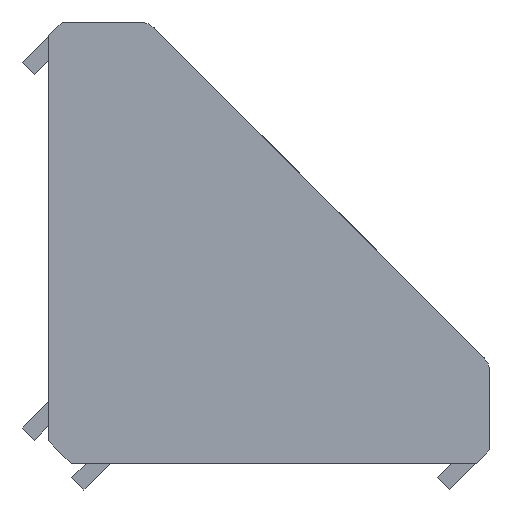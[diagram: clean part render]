
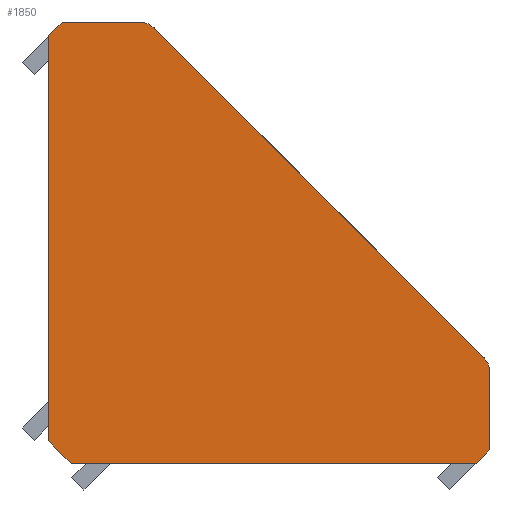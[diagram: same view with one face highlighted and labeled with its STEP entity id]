
A CAD part, left-side view. The second image highlights one B-rep face of the part: STEP entity #1850.
In plain terms, the highlighted planar face has unit normal (-1, 0, 0).
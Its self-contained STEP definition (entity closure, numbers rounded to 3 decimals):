
#109=PLANE('',#1986);
#203=FACE_OUTER_BOUND('',#307,.T.);
#307=EDGE_LOOP('',(#1738,#1739,#1740,#1741,#1742,#1743,#1744,#1745,#1746,
#1747));
#332=LINE('',#2534,#568);
#490=LINE('',#2867,#726);
#526=LINE('',#2946,#762);
#531=LINE('',#2954,#767);
#532=LINE('',#2956,#768);
#535=LINE('',#2960,#771);
#541=LINE('',#2976,#777);
#542=LINE('',#2978,#778);
#568=VECTOR('',#2063,43.557);
#726=VECTOR('',#2341,1.807);
#762=VECTOR('',#2417,37.901);
#767=VECTOR('',#2424,3.);
#768=VECTOR('',#2427,37.901);
#771=VECTOR('',#2432,7.223);
#777=VECTOR('',#2448,7.223);
#778=VECTOR('',#2451,1.807);
#798=CIRCLE('',#1973,2.);
#801=CIRCLE('',#1982,2.);
#827=VERTEX_POINT('',#2531);
#828=VERTEX_POINT('',#2533);
#942=VERTEX_POINT('',#2864);
#943=VERTEX_POINT('',#2866);
#962=VERTEX_POINT('',#2935);
#965=VERTEX_POINT('',#2943);
#966=VERTEX_POINT('',#2945);
#968=VERTEX_POINT('',#2952);
#971=VERTEX_POINT('',#2968);
#973=VERTEX_POINT('',#2974);
#1010=EDGE_CURVE('',#828,#827,#332,.T.);
#1171=EDGE_CURVE('',#943,#942,#490,.T.);
#1207=EDGE_CURVE('',#962,#828,#798,.T.);
#1212=EDGE_CURVE('',#966,#965,#526,.T.);
#1217=EDGE_CURVE('',#965,#968,#531,.T.);
#1218=EDGE_CURVE('',#968,#943,#532,.T.);
#1221=EDGE_CURVE('',#942,#962,#535,.T.);
#1226=EDGE_CURVE('',#827,#971,#801,.T.);
#1229=EDGE_CURVE('',#971,#973,#541,.T.);
#1230=EDGE_CURVE('',#973,#966,#542,.T.);
#1738=ORIENTED_EDGE('',*,*,#1230,.T.);
#1739=ORIENTED_EDGE('',*,*,#1212,.T.);
#1740=ORIENTED_EDGE('',*,*,#1217,.T.);
#1741=ORIENTED_EDGE('',*,*,#1218,.T.);
#1742=ORIENTED_EDGE('',*,*,#1171,.T.);
#1743=ORIENTED_EDGE('',*,*,#1221,.T.);
#1744=ORIENTED_EDGE('',*,*,#1207,.T.);
#1745=ORIENTED_EDGE('',*,*,#1010,.T.);
#1746=ORIENTED_EDGE('',*,*,#1226,.T.);
#1747=ORIENTED_EDGE('',*,*,#1229,.T.);
#1850=ADVANCED_FACE('',(#203),#109,.T.);
#1973=AXIS2_PLACEMENT_3D('',#2936,#2408,#2409);
#1982=AXIS2_PLACEMENT_3D('',#2970,#2442,#2443);
#1986=AXIS2_PLACEMENT_3D('',#2981,#2455,#2456);
#2063=DIRECTION('',(0.,0.707,0.707));
#2341=DIRECTION('',(0.,-0.707,0.707));
#2408=DIRECTION('center_axis',(-1.,0.,0.));
#2409=DIRECTION('ref_axis',(0.,-1.,0.));
#2417=DIRECTION('',(0.,0.,-1.));
#2424=DIRECTION('',(0.,-0.707,-0.707));
#2427=DIRECTION('',(0.,-1.,0.));
#2432=DIRECTION('',(0.,0.,1.));
#2442=DIRECTION('center_axis',(-1.,0.,0.));
#2443=DIRECTION('ref_axis',(0.,-0.707,0.707));
#2448=DIRECTION('',(0.,1.,0.));
#2451=DIRECTION('',(0.,0.707,-0.707));
#2455=DIRECTION('center_axis',(-1.,0.,0.));
#2456=DIRECTION('ref_axis',(0.,0.,-1.));
#2531=CARTESIAN_POINT('',(-21.,-9.915,40.714));
#2533=CARTESIAN_POINT('',(-21.,-40.714,9.915));
#2534=CARTESIAN_POINT('',(-21.,-40.714,9.915));
#2864=CARTESIAN_POINT('',(-21.,-41.3,1.278));
#2866=CARTESIAN_POINT('',(-21.,-40.022,0.));
#2867=CARTESIAN_POINT('',(-21.,-40.022,0.));
#2935=CARTESIAN_POINT('',(-21.,-41.3,8.5));
#2936=CARTESIAN_POINT('Origin',(-21.,-39.3,8.5));
#2943=CARTESIAN_POINT('',(-21.,0.,2.121));
#2945=CARTESIAN_POINT('',(-21.,0.,40.022));
#2946=CARTESIAN_POINT('',(-21.,0.,40.022));
#2952=CARTESIAN_POINT('',(-21.,-2.121,0.));
#2954=CARTESIAN_POINT('',(-21.,0.,2.121));
#2956=CARTESIAN_POINT('',(-21.,-2.121,0.));
#2960=CARTESIAN_POINT('',(-21.,-41.3,1.278));
#2968=CARTESIAN_POINT('',(-21.,-8.5,41.3));
#2970=CARTESIAN_POINT('Origin',(-21.,-8.5,39.3));
#2974=CARTESIAN_POINT('',(-21.,-1.278,41.3));
#2976=CARTESIAN_POINT('',(-21.,-8.5,41.3));
#2978=CARTESIAN_POINT('',(-21.,-1.278,41.3));
#2981=CARTESIAN_POINT('Origin',(-21.,0.,0.));
